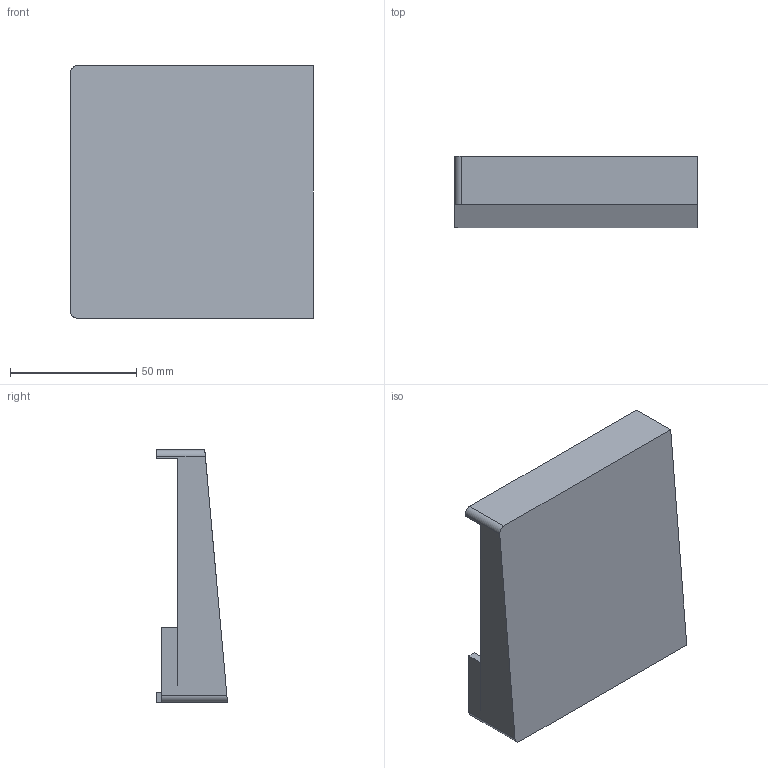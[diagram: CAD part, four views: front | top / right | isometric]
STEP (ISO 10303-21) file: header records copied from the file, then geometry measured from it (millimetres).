
FILE_DESCRIPTION(/* description */ (''),/* implementation_level */ '2;1');
FILE_NAME(/* name */ 'bottom case.step',/* time_stamp */ '2024-10-20T22:08:46+02:00',/* author */ (''),/* organization */ (''),/* preprocessor_version */ 'ST-DEVELOPER v20',/* originating_system */ 'Autodesk Translation Framework v13.20.0.188',/* authorisation */ '');
FILE_SCHEMA (('AUTOMOTIVE_DESIGN { 1 0 10303 214 3 1 1 }'));
Length unit declared in the file: millimetre
Products named in the file (1): bottom case
Bounding box: 96 x 28.1 x 100 mm (x, y, z)
Volume: 57993.4 mm3; surface area: 32979.3 mm2
Topology: 1 solids, 1 shells, 53 faces, 145 edges, 93 vertices
Faces by surface type: plane 48, cylinder 5
Full cylindrical faces by diameter (mm): 3 x1
Entity records: 1689 total; most frequent: CARTESIAN_POINT 292, ORIENTED_EDGE 290, DIRECTION 263, EDGE_CURVE 145, LINE 135, VECTOR 135, VERTEX_POINT 93, AXIS2_PLACEMENT_3D 64
